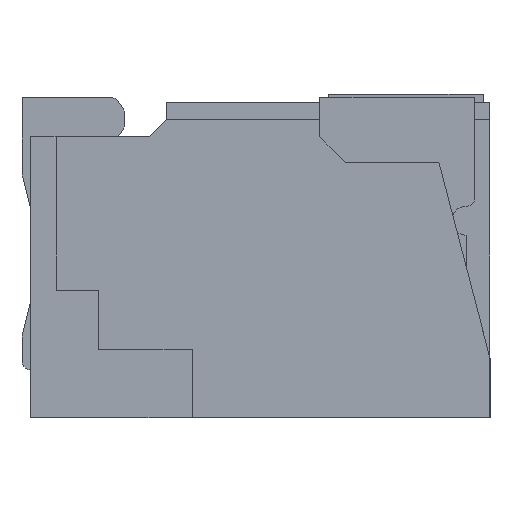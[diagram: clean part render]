
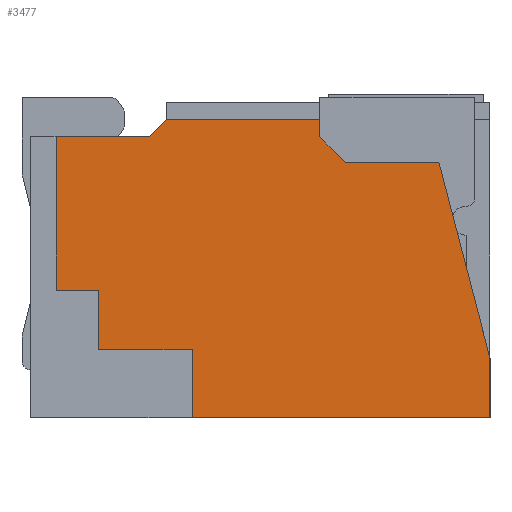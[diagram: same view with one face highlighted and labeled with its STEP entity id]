
A CAD part, left-side view. The second image highlights one B-rep face of the part: STEP entity #3477.
In plain terms, the highlighted planar face has unit normal (-1, 0, 0).
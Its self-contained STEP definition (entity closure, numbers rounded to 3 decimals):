
#678=ORIENTED_EDGE('',*,*,#1326,.F.);
#679=ORIENTED_EDGE('',*,*,#1331,.T.);
#680=ORIENTED_EDGE('',*,*,#1334,.T.);
#681=ORIENTED_EDGE('',*,*,#1345,.F.);
#682=ORIENTED_EDGE('',*,*,#1417,.F.);
#683=ORIENTED_EDGE('',*,*,#1415,.F.);
#684=ORIENTED_EDGE('',*,*,#1251,.F.);
#685=ORIENTED_EDGE('',*,*,#1414,.F.);
#686=ORIENTED_EDGE('',*,*,#1412,.F.);
#687=ORIENTED_EDGE('',*,*,#1410,.F.);
#688=ORIENTED_EDGE('',*,*,#1408,.F.);
#689=ORIENTED_EDGE('',*,*,#1406,.F.);
#690=ORIENTED_EDGE('',*,*,#1404,.F.);
#691=ORIENTED_EDGE('',*,*,#1309,.F.);
#1251=EDGE_CURVE('',#1704,#1705,#2082,.T.);
#1309=EDGE_CURVE('',#1755,#1756,#2140,.T.);
#1326=EDGE_CURVE('',#1766,#1755,#2157,.T.);
#1331=EDGE_CURVE('',#1766,#1770,#2162,.T.);
#1334=EDGE_CURVE('',#1770,#1772,#2165,.T.);
#1345=EDGE_CURVE('',#1778,#1772,#2176,.T.);
#1404=EDGE_CURVE('',#1756,#1813,#2235,.T.);
#1406=EDGE_CURVE('',#1813,#1814,#2237,.T.);
#1408=EDGE_CURVE('',#1814,#1815,#2239,.T.);
#1410=EDGE_CURVE('',#1815,#1816,#2241,.T.);
#1412=EDGE_CURVE('',#1816,#1817,#2243,.T.);
#1414=EDGE_CURVE('',#1817,#1704,#2245,.T.);
#1415=EDGE_CURVE('',#1705,#1818,#2246,.T.);
#1417=EDGE_CURVE('',#1818,#1778,#2248,.T.);
#1704=VERTEX_POINT('',#4995);
#1705=VERTEX_POINT('',#4997);
#1755=VERTEX_POINT('',#5109);
#1756=VERTEX_POINT('',#5111);
#1766=VERTEX_POINT('',#5142);
#1770=VERTEX_POINT('',#5152);
#1772=VERTEX_POINT('',#5158);
#1778=VERTEX_POINT('',#5181);
#1813=VERTEX_POINT('',#5299);
#1814=VERTEX_POINT('',#5303);
#1815=VERTEX_POINT('',#5307);
#1816=VERTEX_POINT('',#5311);
#1817=VERTEX_POINT('',#5315);
#1818=VERTEX_POINT('',#5321);
#2082=LINE('',#4996,#2555);
#2140=LINE('',#5110,#2613);
#2157=LINE('',#5143,#2630);
#2162=LINE('',#5153,#2635);
#2165=LINE('',#5159,#2638);
#2176=LINE('',#5180,#2649);
#2235=LINE('',#5298,#2708);
#2237=LINE('',#5302,#2710);
#2239=LINE('',#5306,#2712);
#2241=LINE('',#5310,#2714);
#2243=LINE('',#5314,#2716);
#2245=LINE('',#5318,#2718);
#2246=LINE('',#5320,#2719);
#2248=LINE('',#5324,#2721);
#2555=VECTOR('',#4048,1000.);
#2613=VECTOR('',#4116,1000.);
#2630=VECTOR('',#4143,1000.);
#2635=VECTOR('',#4150,1000.);
#2638=VECTOR('',#4155,1000.);
#2649=VECTOR('',#4176,1000.);
#2708=VECTOR('',#4283,1000.);
#2710=VECTOR('',#4287,1000.);
#2712=VECTOR('',#4291,1000.);
#2714=VECTOR('',#4295,1000.);
#2716=VECTOR('',#4299,1000.);
#2718=VECTOR('',#4303,1000.);
#2719=VECTOR('',#4306,1000.);
#2721=VECTOR('',#4310,1000.);
#2971=EDGE_LOOP('',(#678,#679,#680,#681,#682,#683,#684,#685,#686,#687,#688,
#689,#690,#691));
#3150=FACE_BOUND('',#2971,.T.);
#3321=PLANE('',#3685);
#3477=ADVANCED_FACE('',(#3150),#3321,.T.);
#3685=AXIS2_PLACEMENT_3D('',#5325,#4311,#4312);
#4048=DIRECTION('',(0.,-1.,0.));
#4116=DIRECTION('',(0.,0.,-1.));
#4143=DIRECTION('',(0.,-0.252,-0.968));
#4150=DIRECTION('',(0.,1.,0.));
#4155=DIRECTION('',(0.,0.707,0.707));
#4176=DIRECTION('',(0.,0.,-1.));
#4283=DIRECTION('',(0.,1.,0.));
#4287=DIRECTION('',(0.,0.,1.));
#4291=DIRECTION('',(0.,1.,0.));
#4295=DIRECTION('',(0.,0.,1.));
#4299=DIRECTION('',(0.,1.,0.));
#4303=DIRECTION('',(0.,0.,1.));
#4306=DIRECTION('',(0.,-0.707,0.707));
#4310=DIRECTION('',(0.,-1.,0.));
#4311=DIRECTION('',(-1.,0.,0.));
#4312=DIRECTION('',(0.,-1.,0.));
#4995=CARTESIAN_POINT('',(-2.3,1.2,1.65));
#4996=CARTESIAN_POINT('',(-2.3,-1.35,1.65));
#4997=CARTESIAN_POINT('',(-2.3,0.65,1.65));
#5109=CARTESIAN_POINT('',(-2.3,-1.35,0.35));
#5110=CARTESIAN_POINT('',(-2.3,-1.35,1.85));
#5111=CARTESIAN_POINT('',(-2.3,-1.35,0.));
#5142=CARTESIAN_POINT('',(-2.3,-1.05,1.5));
#5143=CARTESIAN_POINT('',(-2.3,-1.05,1.5));
#5152=CARTESIAN_POINT('',(-2.3,-0.5,1.5));
#5153=CARTESIAN_POINT('',(-2.3,-1.35,1.5));
#5158=CARTESIAN_POINT('',(-2.3,-0.35,1.65));
#5159=CARTESIAN_POINT('',(-2.3,-0.75,1.25));
#5180=CARTESIAN_POINT('',(-2.3,-0.35,1.75));
#5181=CARTESIAN_POINT('',(-2.3,-0.35,1.75));
#5298=CARTESIAN_POINT('',(-2.3,-1.35,0.));
#5299=CARTESIAN_POINT('',(-2.3,0.4,0.));
#5302=CARTESIAN_POINT('',(-2.3,0.4,0.));
#5303=CARTESIAN_POINT('',(-2.3,0.4,0.4));
#5306=CARTESIAN_POINT('',(-2.3,0.4,0.4));
#5307=CARTESIAN_POINT('',(-2.3,0.95,0.4));
#5310=CARTESIAN_POINT('',(-2.3,0.95,0.4));
#5311=CARTESIAN_POINT('',(-2.3,0.95,0.75));
#5314=CARTESIAN_POINT('',(-2.3,0.95,0.75));
#5315=CARTESIAN_POINT('',(-2.3,1.2,0.75));
#5318=CARTESIAN_POINT('',(-2.3,1.2,0.75));
#5320=CARTESIAN_POINT('',(-2.3,-0.45,2.75));
#5321=CARTESIAN_POINT('',(-2.3,0.55,1.75));
#5324=CARTESIAN_POINT('',(-2.3,0.55,1.75));
#5325=CARTESIAN_POINT('',(-2.3,-1.35,1.85));
